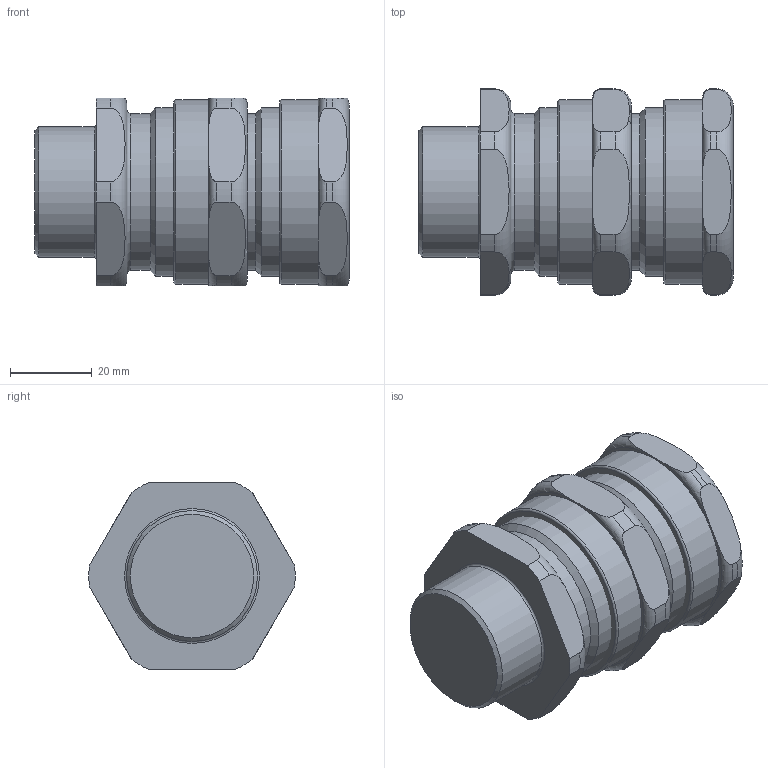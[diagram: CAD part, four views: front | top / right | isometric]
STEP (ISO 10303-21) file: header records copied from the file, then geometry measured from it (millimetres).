
FILE_DESCRIPTION(/* description */ (''),/* implementation_level */ '2;1');
FILE_NAME(/* name */ '501 423 C M32.stp',/* time_stamp */ '2020-10-07T18:56:38+05:00',/* author */ ('jgandhi'),/* organization */ (''),/* preprocessor_version */ 'ST-DEVELOPER v18',/* originating_system */ 'Autodesk Inventor 2020',/* authorisation */ '');
FILE_SCHEMA (('AUTOMOTIVE_DESIGN { 1 0 10303 214 3 1 1 }'));
Length unit declared in the file: millimetre
Products named in the file (1): 501 423 C M32
Bounding box: 76.9 x 50.47 x 46 mm (x, y, z)
Volume: 150297.4 mm3; surface area: 35478.3 mm2
Topology: 8 solids, 8 shells, 222 faces, 646 edges, 445 vertices
Faces by surface type: plane 89, torus 61, cylinder 43, cone 29
Full cylindrical faces by diameter (mm): 26.5 x2, 32 x1, 34.95 x2, 35.4 x4, 38.1 x2, 38.4 x2, 41.16 x1, 41.275 x1, 45.15 x2
Entity records: 8824 total; most frequent: CARTESIAN_POINT 2624, ORIENTED_EDGE 1292, DIRECTION 1258, EDGE_CURVE 646, AXIS2_PLACEMENT_3D 530, VERTEX_POINT 445, CIRCLE 307, EDGE_LOOP 231
